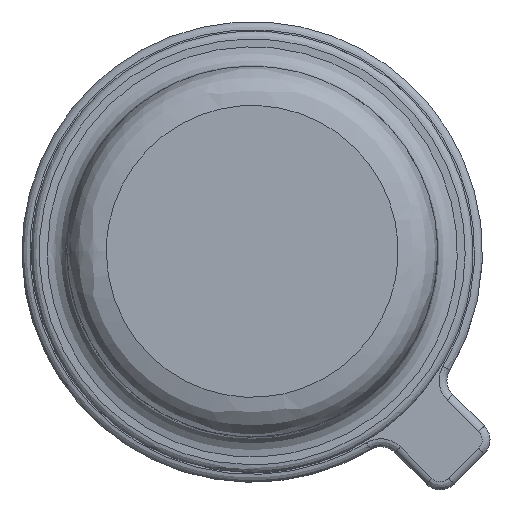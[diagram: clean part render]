
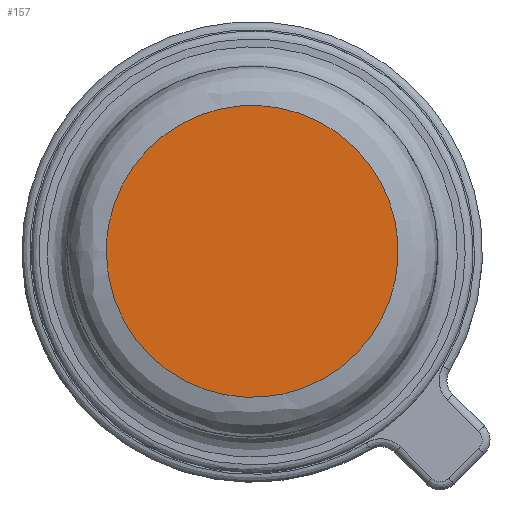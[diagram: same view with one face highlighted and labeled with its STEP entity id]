
A CAD part, top view. The second image highlights one B-rep face of the part: STEP entity #157.
In plain terms, the highlighted planar face has unit normal (0, 0, 1).
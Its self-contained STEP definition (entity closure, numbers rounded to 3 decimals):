
#157=ADVANCED_FACE('',(#209),#734,.T.);
#209=FACE_OUTER_BOUND('',#270,.T.);
#270=EDGE_LOOP('',(#451));
#451=ORIENTED_EDGE('',*,*,#557,.T.);
#557=EDGE_CURVE('',#716,#716,#655,.T.);
#655=(
BOUNDED_CURVE()
B_SPLINE_CURVE(2,(#1804,#1805,#1806,#1807,#1808,#1809,#1810,#1811,#1812),
 .UNSPECIFIED.,.T.,.F.)
B_SPLINE_CURVE_WITH_KNOTS((3,2,2,2,3),(0.,2.906,5.812,
8.718,11.624),.UNSPECIFIED.)
CURVE()
GEOMETRIC_REPRESENTATION_ITEM()
RATIONAL_B_SPLINE_CURVE((1.,0.707,1.,0.707,1.,0.707,
1.,0.707,1.))
REPRESENTATION_ITEM('')
);
#716=VERTEX_POINT('',#1752);
#734=PLANE('',#806);
#806=AXIS2_PLACEMENT_3D('',#1674,#824,$);
#824=DIRECTION('',(0.,0.,1.));
#1674=CARTESIAN_POINT('',(-12.938,-2.938,4.48));
#1752=CARTESIAN_POINT('',(-11.85,0.,4.48));
#1804=CARTESIAN_POINT('',(-11.85,0.,4.48));
#1805=CARTESIAN_POINT('',(-11.85,-1.85,4.48));
#1806=CARTESIAN_POINT('',(-10.,-1.85,4.48));
#1807=CARTESIAN_POINT('',(-8.15,-1.85,4.48));
#1808=CARTESIAN_POINT('',(-8.15,0.,4.48));
#1809=CARTESIAN_POINT('',(-8.15,1.85,4.48));
#1810=CARTESIAN_POINT('',(-10.,1.85,4.48));
#1811=CARTESIAN_POINT('',(-11.85,1.85,4.48));
#1812=CARTESIAN_POINT('',(-11.85,0.,4.48));
